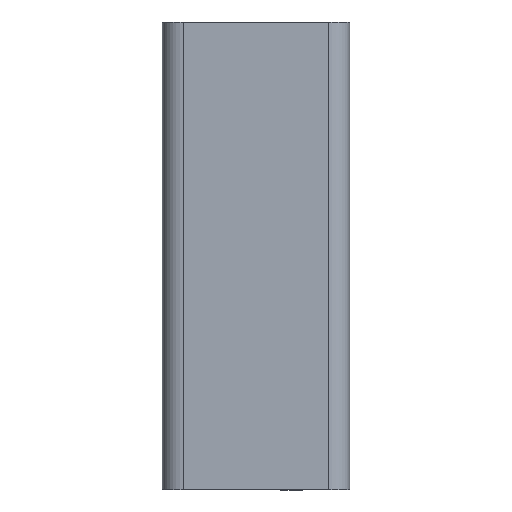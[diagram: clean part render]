
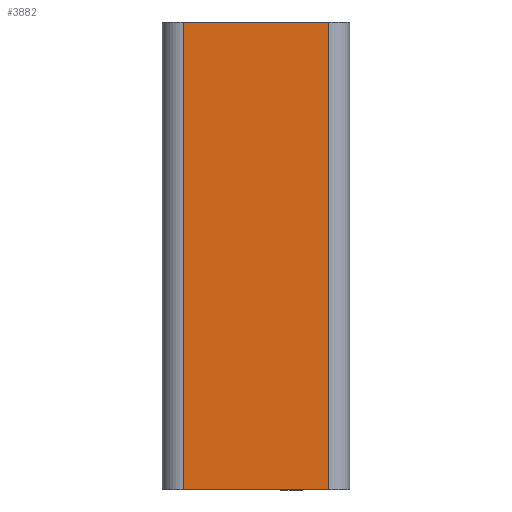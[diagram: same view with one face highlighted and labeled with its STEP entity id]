
A CAD part, left-side view. The second image highlights one B-rep face of the part: STEP entity #3882.
In plain terms, the highlighted planar face has unit normal (-1, 0, 0).
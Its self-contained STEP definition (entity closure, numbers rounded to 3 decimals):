
#106 = VERTEX_POINT ( 'NONE', #2711 ) ;
#287 = CARTESIAN_POINT ( 'NONE',  ( 6616.44, 2201.535, 100. ) ) ;
#1305 = DIRECTION ( 'NONE',  ( 0., -1., 0. ) ) ;
#1539 = EDGE_CURVE ( 'NONE', #11092, #106, #7987, .T. ) ;
#1727 = EDGE_CURVE ( 'NONE', #106, #9495, #8408, .T. ) ;
#2230 = CARTESIAN_POINT ( 'NONE',  ( 6616.44, 2232.535, 100. ) ) ;
#2487 = LINE ( 'NONE', #3215, #6930 ) ;
#2711 = CARTESIAN_POINT ( 'NONE',  ( 6616.44, 2201.535, 100. ) ) ;
#3111 = DIRECTION ( 'NONE',  ( 0., 0., -1. ) ) ;
#3215 = CARTESIAN_POINT ( 'NONE',  ( 6616.44, 2201.535, 0. ) ) ;
#3647 = ORIENTED_EDGE ( 'NONE', *, *, #5366, .F. ) ;
#3882 = ADVANCED_FACE ( 'NONE', ( #9182 ), #4849, .F. ) ;
#3979 = VECTOR ( 'NONE', #5551, 1000. ) ;
#4135 = CARTESIAN_POINT ( 'NONE',  ( 6616.44, 2201.535, 0. ) ) ;
#4225 = ORIENTED_EDGE ( 'NONE', *, *, #1539, .F. ) ;
#4849 = PLANE ( 'NONE',  #7556 ) ;
#5235 = CARTESIAN_POINT ( 'NONE',  ( 6616.44, 2232.535, 0. ) ) ;
#5366 = EDGE_CURVE ( 'NONE', #9495, #10215, #2487, .T. ) ;
#5551 = DIRECTION ( 'NONE',  ( 0., 0., -1. ) ) ;
#5847 = CARTESIAN_POINT ( 'NONE',  ( 6616.44, 2232.535, 100. ) ) ;
#5926 = VECTOR ( 'NONE', #1305, 1000. ) ;
#6259 = CARTESIAN_POINT ( 'NONE',  ( 6616.44, 2232.535, 100. ) ) ;
#6386 = EDGE_LOOP ( 'NONE', ( #10811, #4225, #8494, #3647 ) ) ;
#6597 = CARTESIAN_POINT ( 'NONE',  ( 6616.44, 2201.535, 100. ) ) ;
#6930 = VECTOR ( 'NONE', #8526, 1000. ) ;
#7167 = DIRECTION ( 'NONE',  ( 0., 0., 1. ) ) ;
#7537 = EDGE_CURVE ( 'NONE', #10215, #11092, #9554, .T. ) ;
#7556 = AXIS2_PLACEMENT_3D ( 'NONE', #2230, #8422, #3111 ) ;
#7987 = LINE ( 'NONE', #6597, #5926 ) ;
#8408 = LINE ( 'NONE', #287, #3979 ) ;
#8422 = DIRECTION ( 'NONE',  ( 1., 0., 0. ) ) ;
#8494 = ORIENTED_EDGE ( 'NONE', *, *, #7537, .F. ) ;
#8526 = DIRECTION ( 'NONE',  ( 0., 1., 0. ) ) ;
#9182 = FACE_OUTER_BOUND ( 'NONE', #6386, .T. ) ;
#9272 = VECTOR ( 'NONE', #7167, 1000. ) ;
#9495 = VERTEX_POINT ( 'NONE', #4135 ) ;
#9554 = LINE ( 'NONE', #6259, #9272 ) ;
#10215 = VERTEX_POINT ( 'NONE', #5235 ) ;
#10811 = ORIENTED_EDGE ( 'NONE', *, *, #1727, .F. ) ;
#11092 = VERTEX_POINT ( 'NONE', #5847 ) ;
